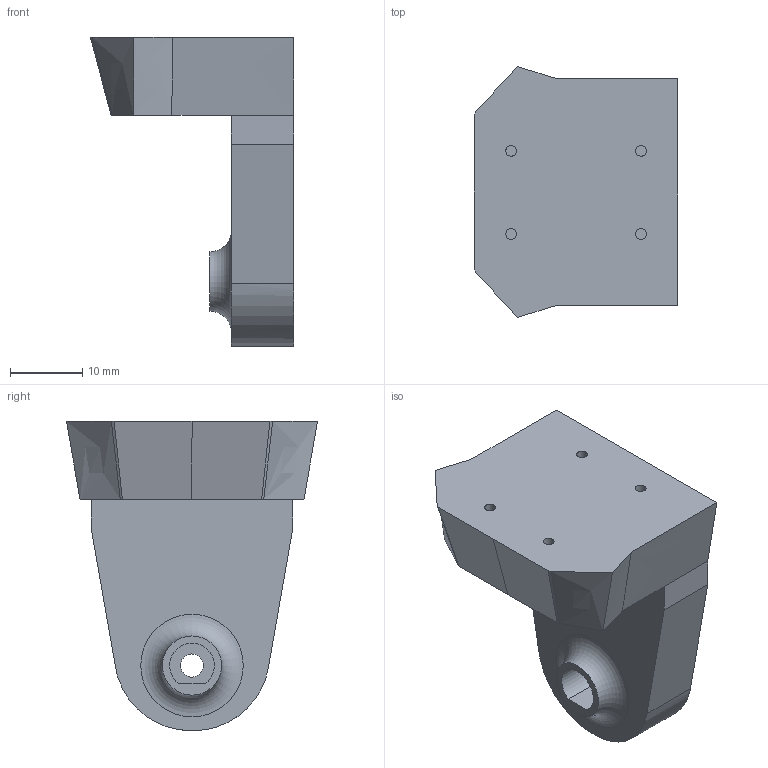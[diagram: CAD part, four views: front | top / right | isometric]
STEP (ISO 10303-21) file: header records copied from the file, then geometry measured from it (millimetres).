
FILE_DESCRIPTION(/* description */ (''),/* implementation_level */ '2;1');
FILE_NAME(/* name */ 'Support motor cam v2.stp',/* time_stamp */ '2020-12-05T17:59:04+01:00',/* author */ (''),/* organization */ (''),/* preprocessor_version */ 'ST-DEVELOPER v18.1',/* originating_system */ 'Autodesk Translation Framework v9.3.0.1241',/* authorisation */ '');
FILE_SCHEMA (('AUTOMOTIVE_DESIGN { 1 0 10303 214 3 1 1 }'));
Length unit declared in the file: millimetre
Products named in the file (1): Support motor cam
Bounding box: 28.13 x 34.75 x 42.8 mm (x, y, z)
Volume: 14573.1 mm3; surface area: 5051.3 mm2
Topology: 1 solids, 1 shells, 36 faces, 80 edges, 52 vertices
Faces by surface type: plane 17, bspline 10, cylinder 8, torus 1
Full cylindrical faces by diameter (mm): 1.5 x4, 3.2 x1
Entity records: 1155 total; most frequent: CARTESIAN_POINT 319, ORIENTED_EDGE 160, DIRECTION 153, EDGE_CURVE 80, LINE 61, VECTOR 61, VERTEX_POINT 52, AXIS2_PLACEMENT_3D 46
